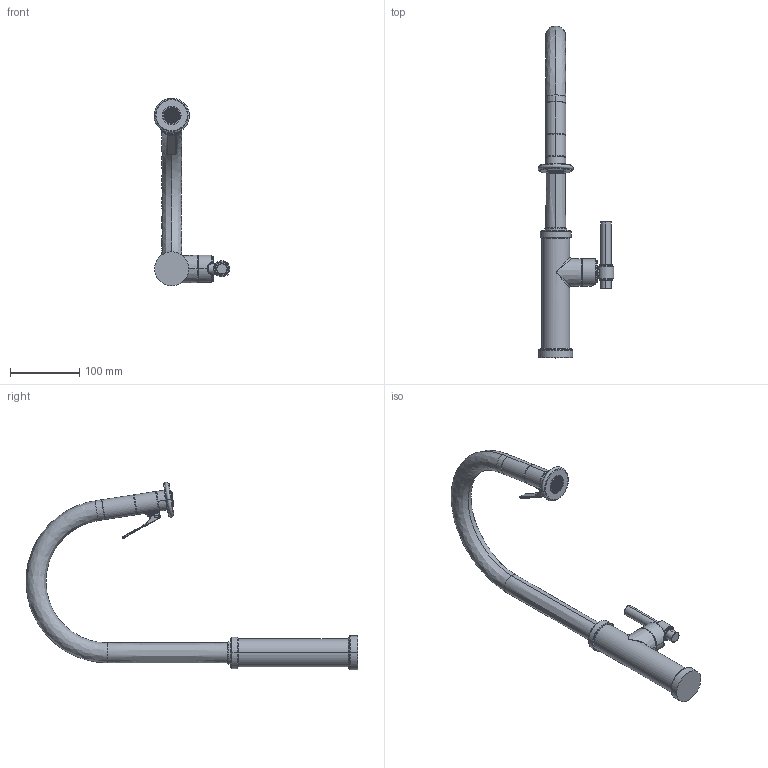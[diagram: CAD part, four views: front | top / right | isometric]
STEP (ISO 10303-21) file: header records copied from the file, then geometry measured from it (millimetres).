
FILE_DESCRIPTION((''),'2;1');
FILE_NAME('3180-5143','2024-12-05T23:54:33',('nehatek'),(''),'CREO PARAMETRIC BY PTC INC, 2023134','CREO PARAMETRIC BY PTC INC, 2023134','');
FILE_SCHEMA(('CONFIG_CONTROL_DESIGN'));
Length unit declared in the file: inch
Products named in the file (1): 3180-5143
Bounding box: 110.05 x 480.71 x 271.97 mm (x, y, z)
Volume: 722292.2 mm3; surface area: 105753.1 mm2
Topology: 1 solids, 1 shells, 1342 faces, 3596 edges, 2292 vertices
Faces by surface type: plane 823, cylinder 252, torus 130, bspline 79, cone 46, sphere 12
Entity records: 48156 total; most frequent: CARTESIAN_POINT 14160, ORIENTED_EDGE 7184, DIRECTION 6774, EDGE_CURVE 3592, VECTOR 2532, LINE 2532, VERTEX_POINT 2292, AXIS2_PLACEMENT_3D 2121
